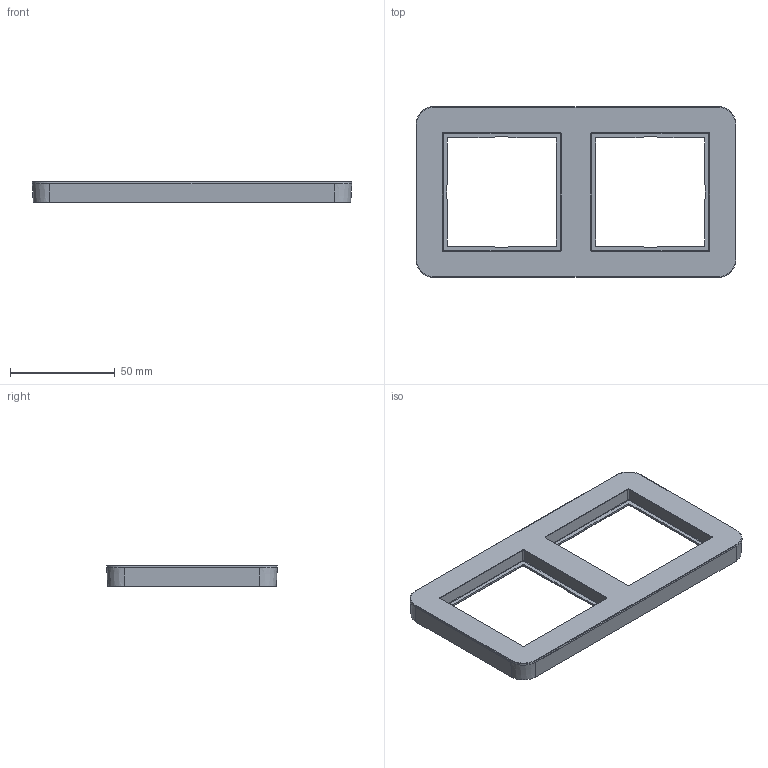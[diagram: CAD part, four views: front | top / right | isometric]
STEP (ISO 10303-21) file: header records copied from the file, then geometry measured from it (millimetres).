
FILE_DESCRIPTION((''),'2;1');
FILE_NAME('WAD7200_GEN_ASM','2025-04-09T08:20:21',('andolfs'),(''),'CREO PARAMETRIC BY PTC INC, 2023154','CREO PARAMETRIC BY PTC INC, 2023154','');
FILE_SCHEMA(('CONFIG_CONTROL_DESIGN','SHAPE_APPEARANCE_LAYERS_GROUPS'));
Products named in the file (3): W4G0076_18; W1A2315_GEN; WAD7200_GEN_ASM
Assembly tree (2 placements, depth 2):
  WAD7200_GEN_ASM
    W4G0076_18
    W1A2315_GEN
Bounding box: 152.5 x 81.5 x 10 mm (x, y, z)
Volume: 20832 mm3; surface area: 27078.6 mm2
Topology: 1 solids, 1 shells, 2650 faces, 7112 edges, 4616 vertices
Faces by surface type: plane 1200, extrusion 790, cylinder 296, bspline 224, sphere 64, torus 40, cone 28, revolution 8
Entity records: 124592 total; most frequent: CARTESIAN_POINT 40458, ORIENTED_EDGE 14224, DIRECTION 9880, PRESENTATION_STYLE_ASSIGNMENT 7193, STYLED_ITEM 7193, CURVE_STYLE 7112, EDGE_CURVE 7112, VECTOR 5126
